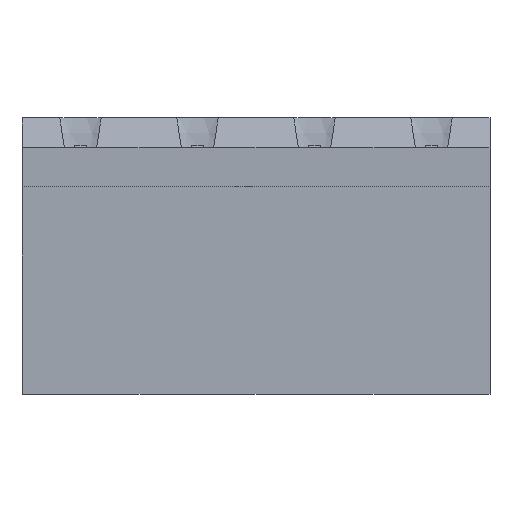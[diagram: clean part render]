
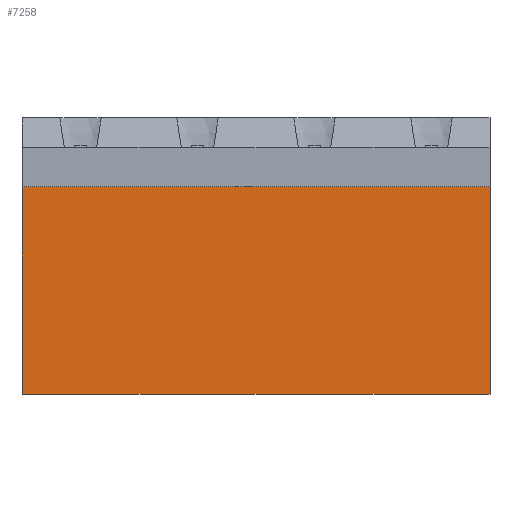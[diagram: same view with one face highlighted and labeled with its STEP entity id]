
A CAD part, front view. The second image highlights one B-rep face of the part: STEP entity #7258.
In plain terms, the highlighted planar face has unit normal (0, -1, 0).
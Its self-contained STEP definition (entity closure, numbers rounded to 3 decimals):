
#26=DIRECTION('',(0.,0.,-1.));
#27=VECTOR('',#26,9.);
#28=CARTESIAN_POINT('',(2.54,-3.9,-3.));
#29=LINE('',#28,#27);
#250=DIRECTION('',(0.,0.,-1.));
#251=VECTOR('',#250,9.);
#252=CARTESIAN_POINT('',(-17.78,-3.9,-3.));
#253=LINE('',#252,#251);
#1302=DIRECTION('',(1.,0.,0.));
#1303=VECTOR('',#1302,20.32);
#1304=CARTESIAN_POINT('',(-17.78,-3.9,-12.));
#1305=LINE('',#1304,#1303);
#1366=DIRECTION('',(1.,0.,0.));
#1367=VECTOR('',#1366,20.32);
#1368=CARTESIAN_POINT('',(-17.78,-3.9,-3.));
#1369=LINE('',#1368,#1367);
#4814=CARTESIAN_POINT('',(2.54,-3.9,-3.));
#4815=VERTEX_POINT('',#4814);
#4816=CARTESIAN_POINT('',(2.54,-3.9,-12.));
#4817=VERTEX_POINT('',#4816);
#5620=CARTESIAN_POINT('',(-17.78,-3.9,-3.));
#5621=VERTEX_POINT('',#5620);
#5622=CARTESIAN_POINT('',(-17.78,-3.9,-12.));
#5623=VERTEX_POINT('',#5622);
#7246=CARTESIAN_POINT('',(-2.54,-3.9,-3.));
#7247=DIRECTION('',(0.,-1.,0.));
#7248=DIRECTION('',(0.,0.,-1.));
#7249=AXIS2_PLACEMENT_3D('',#7246,#7247,#7248);
#7250=PLANE('',#7249);
#7251=ORIENTED_EDGE('',*,*,#7185,.F.);
#7252=ORIENTED_EDGE('',*,*,#5931,.F.);
#7254=ORIENTED_EDGE('',*,*,#7253,.T.);
#7255=ORIENTED_EDGE('',*,*,#5653,.T.);
#7256=EDGE_LOOP('',(#7251,#7252,#7254,#7255));
#7257=FACE_OUTER_BOUND('',#7256,.F.);
#7258=ADVANCED_FACE('',(#7257),#7250,.T.);
#5653=EDGE_CURVE('',#4815,#4817,#29,.T.);
#5931=EDGE_CURVE('',#5621,#5623,#253,.T.);
#7185=EDGE_CURVE('',#5623,#4817,#1305,.T.);
#7253=EDGE_CURVE('',#5621,#4815,#1369,.T.);
